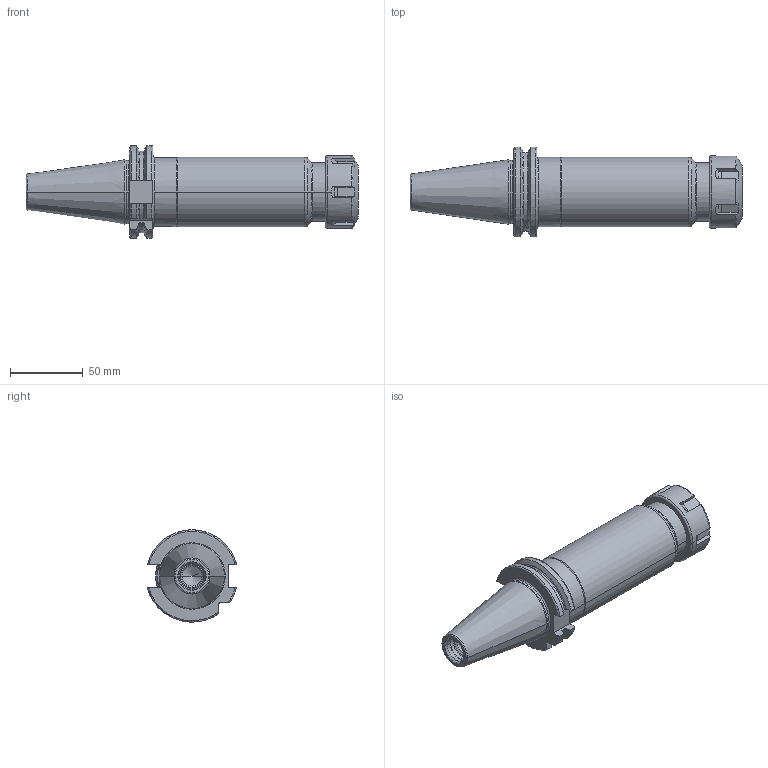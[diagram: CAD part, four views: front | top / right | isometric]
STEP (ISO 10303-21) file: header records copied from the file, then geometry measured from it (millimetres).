
FILE_DESCRIPTION((''),'2;1');
FILE_NAME('40-322-32_ASM','2011-08-31T',('mei'),(''),'PRO/ENGINEER BY PARAMETRIC TECHNOLOGY CORPORATION, 2010430','PRO/ENGINEER BY PARAMETRIC TECHNOLOGY CORPORATION, 2010430','');
FILE_SCHEMA(('CONFIG_CONTROL_DESIGN'));
Length unit declared in the file: millimetre
Products named in the file (3): 40-322-32; 83-912-32; 40-322-32_ASM
Assembly tree (2 placements, depth 2):
  40-322-32_ASM
    40-322-32
    83-912-32
Bounding box: 228.25 x 61.42 x 63.51 mm (x, y, z)
Volume: 338483.4 mm3; surface area: 49645.8 mm2
Topology: 2 solids, 3 shells, 150 faces, 387 edges, 243 vertices
Faces by surface type: plane 50, torus 37, cylinder 37, cone 26
Entity records: 4980 total; most frequent: CARTESIAN_POINT 1308, ORIENTED_EDGE 766, DIRECTION 750, EDGE_CURVE 385, AXIS2_PLACEMENT_3D 301, VERTEX_POINT 243, EDGE_LOOP 154, FACE_OUTER_BOUND 150
